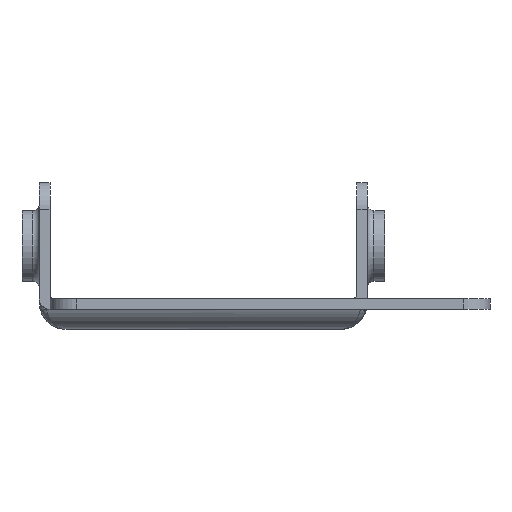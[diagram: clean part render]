
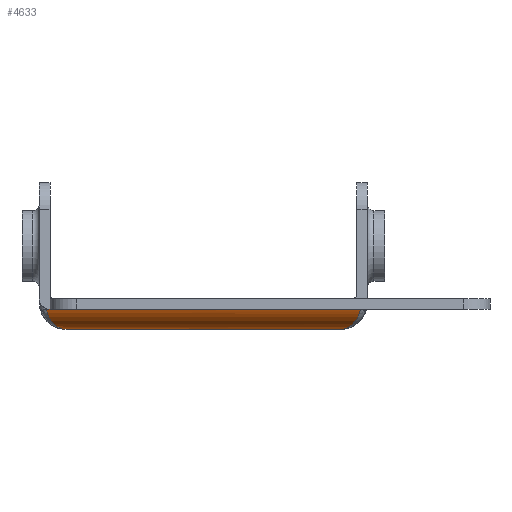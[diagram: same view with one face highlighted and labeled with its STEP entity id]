
A CAD part, left-side view. The second image highlights one B-rep face of the part: STEP entity #4633.
In plain terms, the highlighted cylindrical face has radius 2.5 mm (diameter 5 mm), a partial arc.
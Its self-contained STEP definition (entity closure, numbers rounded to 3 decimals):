
#1275=CARTESIAN_POINT('',(-2.497,16.769,
-0.407));
#1276=CARTESIAN_POINT('',(-2.498,16.763,
-0.405));
#1277=CARTESIAN_POINT('',(-2.499,16.751,
-0.403));
#1278=CARTESIAN_POINT('',(-2.5,16.733,
-0.401));
#1279=CARTESIAN_POINT('',(-2.5,16.721,-0.4));
#1280=CARTESIAN_POINT('',(-2.5,16.714,-0.4));
#1316=DIRECTION('',(0.,1.,0.));
#1317=VECTOR('',#1316,0.214);
#1318=CARTESIAN_POINT('',(-2.5,16.5,-0.4));
#1319=LINE('',#1318,#1317);
#1320=DIRECTION('',(0.,1.,0.));
#1321=VECTOR('',#1320,23.);
#1322=CARTESIAN_POINT('',(-2.5,-6.5,-0.4));
#1323=LINE('',#1322,#1321);
#1324=DIRECTION('',(0.,1.,0.));
#1325=VECTOR('',#1324,0.214);
#1326=CARTESIAN_POINT('',(-2.5,-6.714,-0.4));
#1327=LINE('',#1326,#1325);
#1328=CARTESIAN_POINT('',(-0.209,-5.3,-1.9));
#1329=CARTESIAN_POINT('',(-0.428,-5.456,-1.9));
#1330=CARTESIAN_POINT('',(-0.858,-5.748,
-1.843));
#1331=CARTESIAN_POINT('',(-1.443,-6.148,
-1.603));
#1332=CARTESIAN_POINT('',(-1.915,-6.455,
-1.256));
#1333=CARTESIAN_POINT('',(-2.27,-6.667,
-0.846));
#1334=CARTESIAN_POINT('',(-2.433,-6.744,
-0.553));
#1335=CARTESIAN_POINT('',(-2.497,-6.769,
-0.407));
#1337=DIRECTION('',(0.,-1.,0.));
#1338=VECTOR('',#1337,20.6);
#1339=CARTESIAN_POINT('',(-0.209,15.3,-1.9));
#1340=LINE('',#1339,#1338);
#1341=CARTESIAN_POINT('',(-2.497,16.769,
-0.407));
#1342=CARTESIAN_POINT('',(-2.433,16.744,
-0.553));
#1343=CARTESIAN_POINT('',(-2.27,16.667,
-0.846));
#1344=CARTESIAN_POINT('',(-1.915,16.455,
-1.256));
#1345=CARTESIAN_POINT('',(-1.443,16.148,
-1.603));
#1346=CARTESIAN_POINT('',(-0.858,15.748,
-1.843));
#1347=CARTESIAN_POINT('',(-0.428,15.456,-1.9));
#1348=CARTESIAN_POINT('',(-0.209,15.3,-1.9));
#1734=CARTESIAN_POINT('',(-0.209,-5.3,-1.9));
#1810=CARTESIAN_POINT('',(-2.497,-6.769,
-0.407));
#1812=CARTESIAN_POINT('',(-2.5,-6.714,-0.4));
#1813=CARTESIAN_POINT('',(-2.5,-6.721,-0.4));
#1814=CARTESIAN_POINT('',(-2.5,-6.733,
-0.401));
#1815=CARTESIAN_POINT('',(-2.499,-6.751,
-0.403));
#1816=CARTESIAN_POINT('',(-2.498,-6.763,
-0.405));
#1817=CARTESIAN_POINT('',(-2.497,-6.769,
-0.407));
#2678=CARTESIAN_POINT('',(-2.5,-6.5,-0.4));
#2680=VERTEX_POINT('',#2678);
#2868=VERTEX_POINT('',#1810);
#2923=VERTEX_POINT('',#1734);
#3084=CARTESIAN_POINT('',(-2.5,16.5,-0.4));
#3086=VERTEX_POINT('',#3084);
#3162=CARTESIAN_POINT('',(-2.5,-6.714,-0.4));
#3163=VERTEX_POINT('',#3162);
#3225=VERTEX_POINT('',#1341);
#3226=VERTEX_POINT('',#1348);
#3283=CARTESIAN_POINT('',(-2.5,16.714,-0.4));
#3284=VERTEX_POINT('',#3283);
#4613=CARTESIAN_POINT('',(-0.209,16.5,0.6));
#4614=DIRECTION('',(0.,-1.,0.));
#4615=DIRECTION('',(1.,0.,0.));
#4616=AXIS2_PLACEMENT_3D('',#4613,#4614,#4615);
#4617=CYLINDRICAL_SURFACE('',#4616,2.5);
#4618=ORIENTED_EDGE('',*,*,#4607,.F.);
#4620=ORIENTED_EDGE('',*,*,#4619,.F.);
#4622=ORIENTED_EDGE('',*,*,#4621,.F.);
#4624=ORIENTED_EDGE('',*,*,#4623,.T.);
#4626=ORIENTED_EDGE('',*,*,#4625,.F.);
#4628=ORIENTED_EDGE('',*,*,#4627,.F.);
#4629=ORIENTED_EDGE('',*,*,#4549,.F.);
#4630=ORIENTED_EDGE('',*,*,#4565,.T.);
#4631=EDGE_LOOP('',(#4618,#4620,#4622,#4624,#4626,#4628,#4629,#4630));
#4632=FACE_OUTER_BOUND('',#4631,.F.);
#1281=B_SPLINE_CURVE_WITH_KNOTS('',3,(#1275,#1276,#1277,#1278,#1279,#1280),
.UNSPECIFIED.,.F.,.F.,(4,1,1,4),(0.,0.333,0.667,1.),
.UNSPECIFIED.);
#1336=B_SPLINE_CURVE_WITH_KNOTS('',3,(#1328,#1329,#1330,#1331,#1332,#1333,#1334,
#1335),.UNSPECIFIED.,.F.,.F.,(4,1,1,1,1,4),(0.,0.2,0.4,0.6,0.8,1.),
.UNSPECIFIED.);
#1349=B_SPLINE_CURVE_WITH_KNOTS('',3,(#1341,#1342,#1343,#1344,#1345,#1346,#1347,
#1348),.UNSPECIFIED.,.F.,.F.,(4,1,1,1,1,4),(0.,0.2,0.4,0.6,0.8,1.),
.UNSPECIFIED.);
#1818=B_SPLINE_CURVE_WITH_KNOTS('',3,(#1812,#1813,#1814,#1815,#1816,#1817),
.UNSPECIFIED.,.F.,.F.,(4,1,1,4),(0.,0.333,0.667,1.),
.UNSPECIFIED.);
#4549=EDGE_CURVE('',#3225,#3226,#1349,.T.);
#4565=EDGE_CURVE('',#3225,#3284,#1281,.T.);
#4607=EDGE_CURVE('',#3086,#3284,#1319,.T.);
#4619=EDGE_CURVE('',#2680,#3086,#1323,.T.);
#4621=EDGE_CURVE('',#3163,#2680,#1327,.T.);
#4623=EDGE_CURVE('',#3163,#2868,#1818,.T.);
#4625=EDGE_CURVE('',#2923,#2868,#1336,.T.);
#4627=EDGE_CURVE('',#3226,#2923,#1340,.T.);
#4633=ADVANCED_FACE('',(#4632),#4617,.T.);
